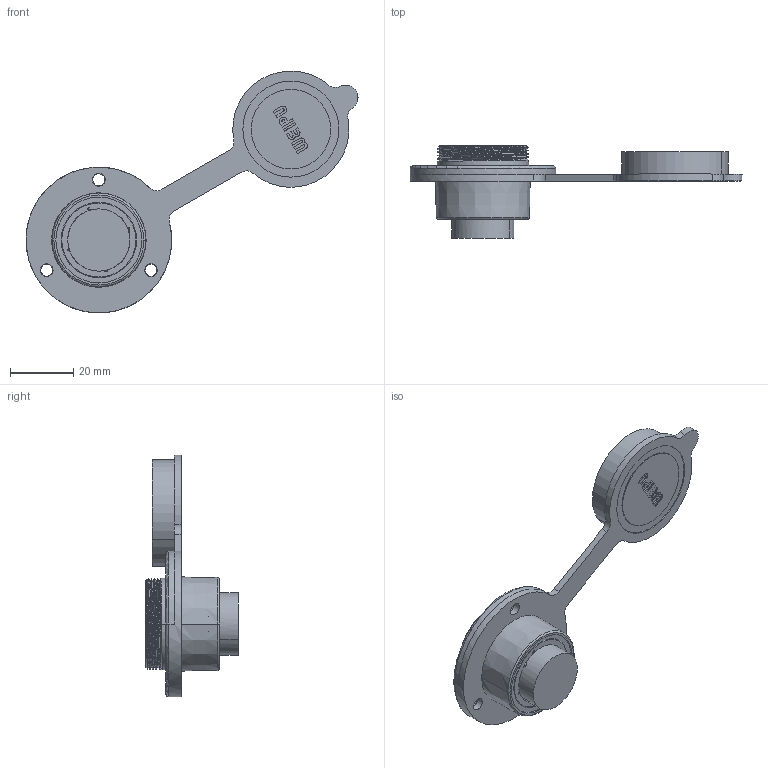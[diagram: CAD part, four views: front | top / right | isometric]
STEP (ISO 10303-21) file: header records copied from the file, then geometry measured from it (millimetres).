
FILE_DESCRIPTION((''),'2;1');
FILE_NAME('PRT0013','2022-02-11T',('Administrator'),(''),'CREO PARAMETRIC BY PTC INC, 2016130','CREO PARAMETRIC BY PTC INC, 2016130','');
FILE_SCHEMA(('CONFIG_CONTROL_DESIGN'));
Length unit declared in the file: millimetre
Products named in the file (1): PRT0013
Bounding box: 104.81 x 29.2 x 76.32 mm (x, y, z)
Volume: 25926 mm3; surface area: 11179.9 mm2
Topology: 1 solids, 3 shells, 293 faces, 787 edges, 523 vertices
Faces by surface type: plane 152, cylinder 74, cone 30, extrusion 20, torus 8, bspline 5, sphere 4
Entity records: 11005 total; most frequent: CARTESIAN_POINT 3515, ORIENTED_EDGE 1574, DIRECTION 1502, EDGE_CURVE 787, VERTEX_POINT 523, AXIS2_PLACEMENT_3D 514, VECTOR 474, LINE 454
